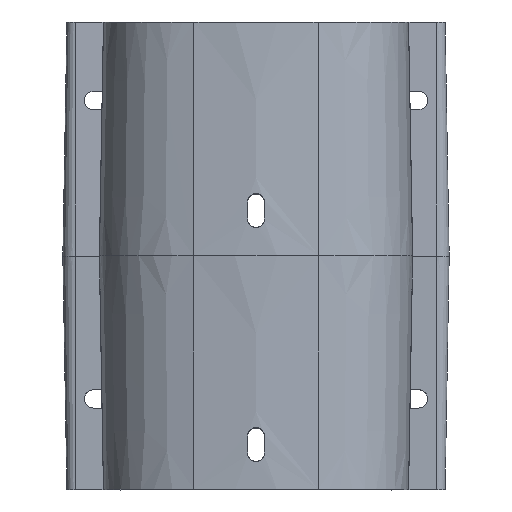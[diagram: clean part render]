
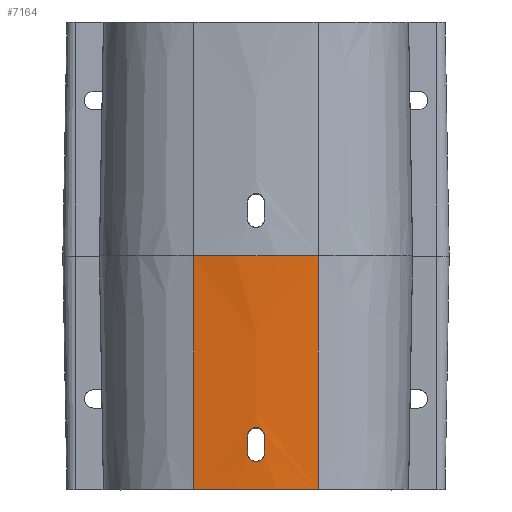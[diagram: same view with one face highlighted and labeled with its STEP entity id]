
A CAD part, top view. The second image highlights one B-rep face of the part: STEP entity #7164.
In plain terms, the highlighted conical face has half-angle 1 degrees and reference radius 139.145 mm.
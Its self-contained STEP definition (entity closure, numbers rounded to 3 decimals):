
#182=CARTESIAN_POINT('',(-23.859,-2.,49.858));
#199=CARTESIAN_POINT('',(0.,-2.,-86.43));
#200=DIRECTION('',(0.,1.,0.));
#201=DIRECTION('',(-0.172,0.,0.985));
#202=AXIS2_PLACEMENT_3D('',#199,#200,#201);
#219=CARTESIAN_POINT('',(23.859,-2.,49.858));
#2793=DIRECTION('',(0.,1.,0.017));
#2794=VECTOR('',#2793,6.501);
#2795=CARTESIAN_POINT('',(3.25,11.995,52.137));
#2796=LINE('',#2795,#2794);
#2797=CARTESIAN_POINT('',(-3.25,18.495,52.25));
#2798=CARTESIAN_POINT('',(-3.25,18.836,52.256));
#2799=CARTESIAN_POINT('',(-3.142,19.516,52.271));
#2800=CARTESIAN_POINT('',(-2.673,20.437,52.297));
#2801=CARTESIAN_POINT('',(-1.942,21.168,52.322));
#2802=CARTESIAN_POINT('',(-1.021,21.638,52.341));
#2803=CARTESIAN_POINT('',(0.,21.799,
52.347));
#2804=CARTESIAN_POINT('',(1.021,21.638,52.341));
#2805=CARTESIAN_POINT('',(1.942,21.168,52.322));
#2806=CARTESIAN_POINT('',(2.673,20.437,52.297));
#2807=CARTESIAN_POINT('',(3.142,19.516,52.271));
#2808=CARTESIAN_POINT('',(3.25,18.836,52.256));
#2809=CARTESIAN_POINT('',(3.25,18.495,52.25));
#2811=DIRECTION('',(0.,1.,0.017));
#2812=VECTOR('',#2811,6.501);
#2813=CARTESIAN_POINT('',(-3.25,11.995,52.137));
#2814=LINE('',#2813,#2812);
#2815=CARTESIAN_POINT('',(3.25,11.995,52.137));
#2816=CARTESIAN_POINT('',(3.25,11.655,52.131));
#2817=CARTESIAN_POINT('',(3.142,10.974,52.122));
#2818=CARTESIAN_POINT('',(2.673,10.053,52.116));
#2819=CARTESIAN_POINT('',(1.942,9.322,52.116));
#2820=CARTESIAN_POINT('',(1.021,8.853,52.118));
#2821=CARTESIAN_POINT('',(0.,8.691,52.119));
#2822=CARTESIAN_POINT('',(-1.021,8.853,52.118));
#2823=CARTESIAN_POINT('',(-1.942,9.322,52.116));
#2824=CARTESIAN_POINT('',(-2.673,10.053,52.116));
#2825=CARTESIAN_POINT('',(-3.142,10.974,52.122));
#2826=CARTESIAN_POINT('',(-3.25,11.655,52.131));
#2827=CARTESIAN_POINT('',(-3.25,11.995,52.137));
#2829=DIRECTION('',(0.003,1.,0.017));
#2830=VECTOR('',#2829,89.914);
#2831=CARTESIAN_POINT('',(23.859,-2.,49.858));
#2832=LINE('',#2831,#2830);
#2833=DIRECTION('',(0.003,-1.,-0.017));
#2834=VECTOR('',#2833,89.914);
#2835=CARTESIAN_POINT('',(-24.13,87.9,51.404));
#2836=LINE('',#2835,#2834);
#2837=CARTESIAN_POINT('',(0.,87.9,-86.43));
#2838=DIRECTION('',(0.,1.,0.));
#2839=DIRECTION('',(-0.172,0.,0.985));
#2840=AXIS2_PLACEMENT_3D('',#2837,#2838,#2839);
#4132=VERTEX_POINT('',#182);
#4139=VERTEX_POINT('',#219);
#4192=CARTESIAN_POINT('',(-24.13,87.9,51.404));
#4193=CARTESIAN_POINT('',(24.13,87.9,51.404));
#4194=VERTEX_POINT('',#4192);
#4195=VERTEX_POINT('',#4193);
#4323=CARTESIAN_POINT('',(3.25,11.995,52.137));
#4324=CARTESIAN_POINT('',(3.25,18.495,52.25));
#4325=VERTEX_POINT('',#4323);
#4326=VERTEX_POINT('',#4324);
#4327=VERTEX_POINT('',#2827);
#4328=CARTESIAN_POINT('',(-3.25,18.495,52.25));
#4329=VERTEX_POINT('',#4328);
#7142=CARTESIAN_POINT('',(0.,42.95,-86.43));
#7143=DIRECTION('',(0.,1.,0.));
#7144=DIRECTION('',(1.,0.,0.));
#7145=AXIS2_PLACEMENT_3D('',#7142,#7143,#7144);
#7146=CONICAL_SURFACE('',#7145,139.145,1.);
#7148=ORIENTED_EDGE('',*,*,#7147,.F.);
#7149=ORIENTED_EDGE('',*,*,#4393,.F.);
#7150=ORIENTED_EDGE('',*,*,#7134,.F.);
#7152=ORIENTED_EDGE('',*,*,#7151,.T.);
#7153=EDGE_LOOP('',(#7148,#7149,#7150,#7152));
#7154=FACE_OUTER_BOUND('',#7153,.F.);
#7155=ORIENTED_EDGE('',*,*,#5309,.T.);
#7157=ORIENTED_EDGE('',*,*,#7156,.F.);
#7159=ORIENTED_EDGE('',*,*,#7158,.F.);
#7161=ORIENTED_EDGE('',*,*,#7160,.F.);
#7162=EDGE_LOOP('',(#7155,#7157,#7159,#7161));
#7163=FACE_BOUND('',#7162,.F.);
#7164=ADVANCED_FACE('',(#7154,#7163),#7146,.T.);
#203=CIRCLE('',#202,138.36);
#2810=B_SPLINE_CURVE_WITH_KNOTS('',3,(#2797,#2798,#2799,#2800,#2801,#2802,#2803,
#2804,#2805,#2806,#2807,#2808,#2809),.UNSPECIFIED.,.F.,.F.,(4,1,1,1,1,1,1,1,1,1,
4),(0.,0.1,0.2,0.3,0.4,0.5,0.6,0.7,0.8,0.9,1.),
.UNSPECIFIED.);
#2828=B_SPLINE_CURVE_WITH_KNOTS('',3,(#2815,#2816,#2817,#2818,#2819,#2820,#2821,
#2822,#2823,#2824,#2825,#2826,#2827),.UNSPECIFIED.,.F.,.F.,(4,1,1,1,1,1,1,1,1,1,
4),(0.,0.1,0.2,0.3,0.4,0.5,0.6,0.7,0.8,0.9,1.),
.UNSPECIFIED.);
#2841=CIRCLE('',#2840,139.93);
#4393=EDGE_CURVE('',#4132,#4139,#203,.T.);
#5309=EDGE_CURVE('',#4325,#4326,#2796,.T.);
#7134=EDGE_CURVE('',#4194,#4132,#2836,.T.);
#7147=EDGE_CURVE('',#4139,#4195,#2832,.T.);
#7151=EDGE_CURVE('',#4194,#4195,#2841,.T.);
#7156=EDGE_CURVE('',#4329,#4326,#2810,.T.);
#7158=EDGE_CURVE('',#4327,#4329,#2814,.T.);
#7160=EDGE_CURVE('',#4325,#4327,#2828,.T.);
